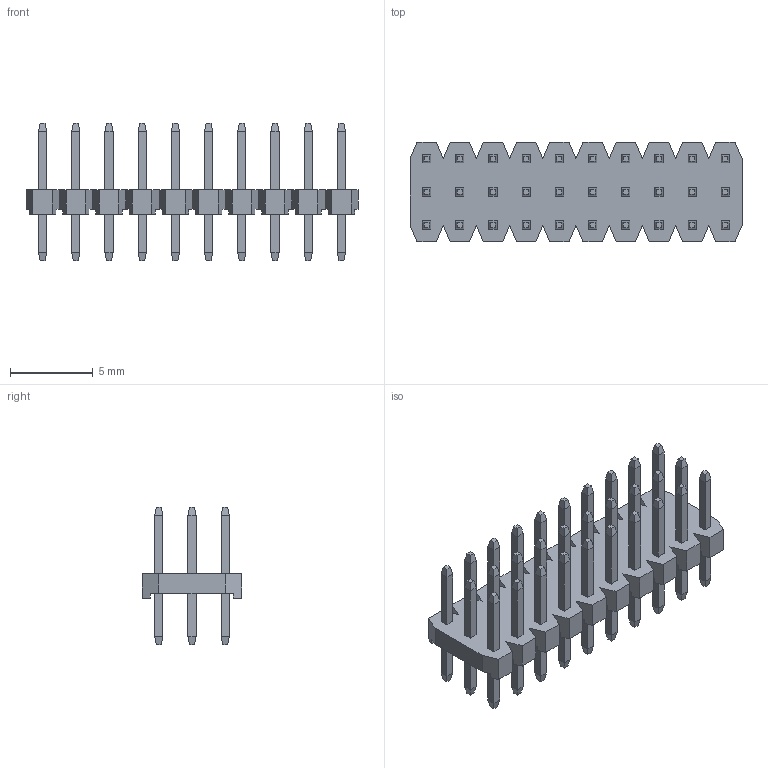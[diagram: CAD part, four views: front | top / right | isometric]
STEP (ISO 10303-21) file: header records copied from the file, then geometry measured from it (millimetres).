
FILE_DESCRIPTION( ('This file contains a STEP AP42 implementation' ,'as created by ZW3D STEP Interface translator.') ,'2;1' );
FILE_NAME( '1215-1310XXS083XXXX.stp' ,'23 322.101040', (''), ('ZWCAD Software Co.'), 'Version 1.0', 'ZW3D to STEP translator', '' );
FILE_SCHEMA(('AUTOMOTIVE_DESIGN { 1 0 10303 214 1 1 1 1 }'));
Length unit declared in the file: millimetre
Products named in the file (2): 0; 1215-1320XXS083XXXX
Bounding box: 20 x 6 x 8.3 mm (x, y, z)
Volume: 187.9 mm3; surface area: 879.4 mm2
Topology: 31 solids, 31 shells, 764 faces, 1746 edges, 1044 vertices
Faces by surface type: plane 764
Entity records: 21411 total; most frequent: CARTESIAN_POINT 3555, ORIENTED_EDGE 3492, DIRECTION 3276, VECTOR 1746, LINE 1746, EDGE_CURVE 1746, VERTEX_POINT 1044, EDGE_LOOP 824
